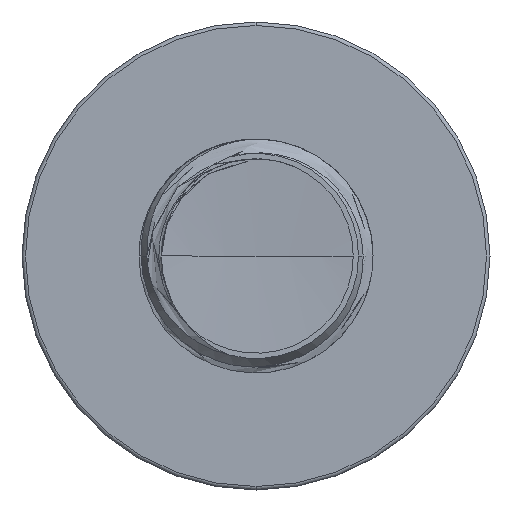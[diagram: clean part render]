
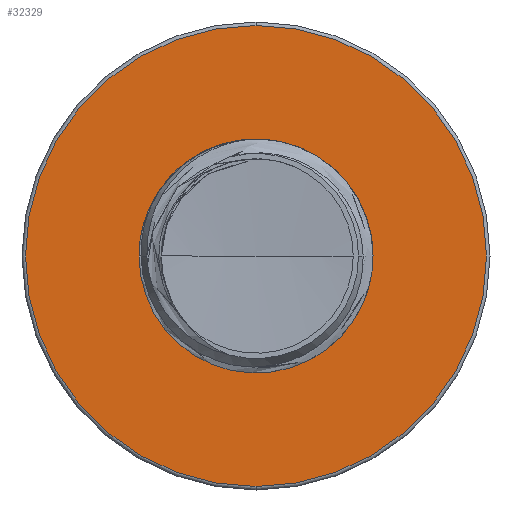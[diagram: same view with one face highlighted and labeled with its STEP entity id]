
A CAD part, front view. The second image highlights one B-rep face of the part: STEP entity #32329.
In plain terms, the highlighted planar face has unit normal (0, -1, 0).
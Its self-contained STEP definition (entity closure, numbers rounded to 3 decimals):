
#71 = DIRECTION ( 'NONE',  ( 0., 0., -1. ) ) ;
#1147 = CIRCLE ( 'NONE', #33702, 7.88 ) ;
#1198 = EDGE_CURVE ( 'NONE', #11436, #17277, #1147, .T. ) ;
#1769 = CARTESIAN_POINT ( 'NONE',  ( 0., 27.5, 0. ) ) ;
#2499 = AXIS2_PLACEMENT_3D ( 'NONE', #40642, #44704, #23269 ) ;
#5403 = DIRECTION ( 'NONE',  ( 0., 0., -1. ) ) ;
#6843 = CARTESIAN_POINT ( 'NONE',  ( 0., 27.5, 0. ) ) ;
#7030 = FACE_OUTER_BOUND ( 'NONE', #23024, .T. ) ;
#7546 = VERTEX_POINT ( 'NONE', #9449 ) ;
#8352 = CARTESIAN_POINT ( 'NONE',  ( 0., 27.5, 7.88 ) ) ;
#9178 = ORIENTED_EDGE ( 'NONE', *, *, #31163, .F. ) ;
#9449 = CARTESIAN_POINT ( 'NONE',  ( 0., 27.5, 3.99 ) ) ;
#10387 = CIRCLE ( 'NONE', #17751, 3.99 ) ;
#10425 = DIRECTION ( 'NONE',  ( 0., 0., -1. ) ) ;
#11436 = VERTEX_POINT ( 'NONE', #8352 ) ;
#12952 = CARTESIAN_POINT ( 'NONE',  ( 0., 27.5, 0. ) ) ;
#15741 = AXIS2_PLACEMENT_3D ( 'NONE', #12952, #37986, #16547 ) ;
#16547 = DIRECTION ( 'NONE',  ( 0., 0., -1. ) ) ;
#17277 = VERTEX_POINT ( 'NONE', #46262 ) ;
#17751 = AXIS2_PLACEMENT_3D ( 'NONE', #6843, #31873, #10425 ) ;
#19865 = AXIS2_PLACEMENT_3D ( 'NONE', #42980, #21549, #71 ) ;
#21549 = DIRECTION ( 'NONE',  ( 0., -1., 0. ) ) ;
#23024 = EDGE_LOOP ( 'NONE', ( #26827, #39725 ) ) ;
#23269 = DIRECTION ( 'NONE',  ( 0., 0., -1. ) ) ;
#23443 = EDGE_CURVE ( 'NONE', #17277, #11436, #28944, .T. ) ;
#24952 = FACE_BOUND ( 'NONE', #33304, .T. ) ;
#26825 = DIRECTION ( 'NONE',  ( 0., -1., 0. ) ) ;
#26827 = ORIENTED_EDGE ( 'NONE', *, *, #23443, .T. ) ;
#28944 = CIRCLE ( 'NONE', #19865, 7.88 ) ;
#31163 = EDGE_CURVE ( 'NONE', #35750, #7546, #10387, .T. ) ;
#31873 = DIRECTION ( 'NONE',  ( 0., -1., 0. ) ) ;
#32329 = ADVANCED_FACE ( 'NONE', ( #7030, #24952 ), #41110, .T. ) ;
#32460 = ORIENTED_EDGE ( 'NONE', *, *, #42874, .F. ) ;
#33304 = EDGE_LOOP ( 'NONE', ( #9178, #32460 ) ) ;
#33702 = AXIS2_PLACEMENT_3D ( 'NONE', #1769, #26825, #5403 ) ;
#35637 = CARTESIAN_POINT ( 'NONE',  ( 0., 27.5, -3.99 ) ) ;
#35750 = VERTEX_POINT ( 'NONE', #35637 ) ;
#37986 = DIRECTION ( 'NONE',  ( 0., -1., 0. ) ) ;
#39416 = CIRCLE ( 'NONE', #15741, 3.99 ) ;
#39725 = ORIENTED_EDGE ( 'NONE', *, *, #1198, .T. ) ;
#40642 = CARTESIAN_POINT ( 'NONE',  ( 0., 27.5, 3.99 ) ) ;
#41110 = PLANE ( 'NONE',  #2499 ) ;
#42874 = EDGE_CURVE ( 'NONE', #7546, #35750, #39416, .T. ) ;
#42980 = CARTESIAN_POINT ( 'NONE',  ( 0., 27.5, 0. ) ) ;
#44704 = DIRECTION ( 'NONE',  ( 0., -1., 0. ) ) ;
#46262 = CARTESIAN_POINT ( 'NONE',  ( 0., 27.5, -7.88 ) ) ;
